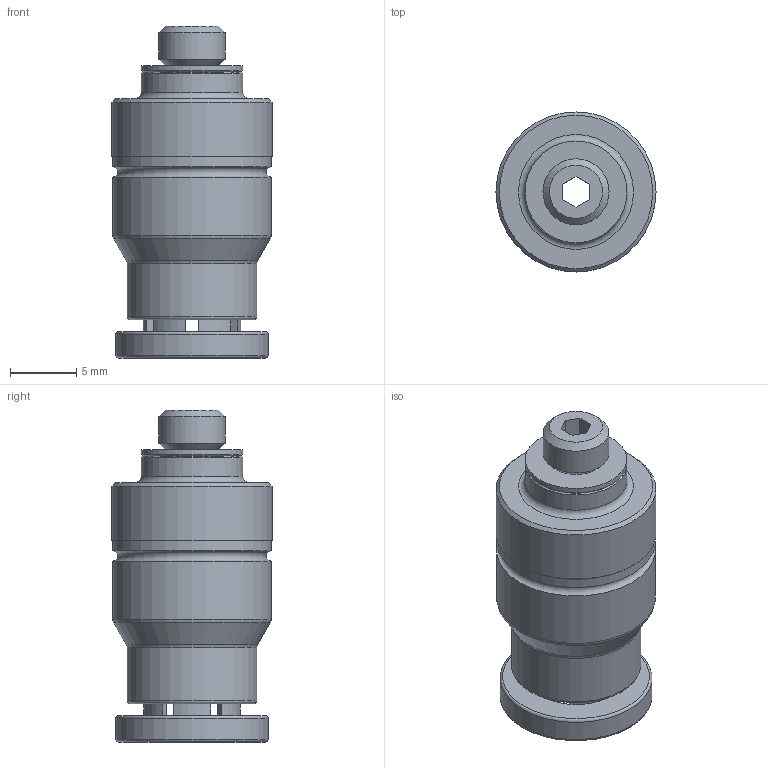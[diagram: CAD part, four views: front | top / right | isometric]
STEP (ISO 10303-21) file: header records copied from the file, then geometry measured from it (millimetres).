
FILE_DESCRIPTION(/* description */ ('STEP AP214'),/* implementation_level */ '2;1');
FILE_NAME(/* name */ '132329_CRQS-M5-6-I',/* time_stamp */ '2024-08-09T14:18:59+02:00',/* author */ ('License CC BY-ND 4.0'),/* organization */ ('CADENAS'),/* preprocessor_version */ 'ST-DEVELOPER v19.3',/* originating_system */ 'PARTsolutions',/* authorisation */ ' ');
FILE_SCHEMA (('AUTOMOTIVE_DESIGN {1 0 10303 214 3 1 1}'));
Length unit declared in the file: millimetre
Products named in the file (1): 132329 CRQS-M5-6-I
Bounding box: 12.1 x 12.1 x 25.1 mm (x, y, z)
Volume: 1626.9 mm3; surface area: 1481 mm2
Topology: 1 solids, 1 shells, 66 faces, 182 edges, 112 vertices
Faces by surface type: plane 26, cylinder 21, cone 12, torus 7
Full cylindrical faces by diameter (mm): 5 x1, 6 x1, 7.692 x2, 9.8 x1, 11.5 x1, 12 x2, 12.1 x1
Entity records: 2498 total; most frequent: CARTESIAN_POINT 373, DIRECTION 350, ORIENTED_EDGE 318, EDGE_CURVE 159, AXIS2_PLACEMENT_3D 136, VERTEX_POINT 111, EDGE_LOOP 96, FACE_BOUND 96
